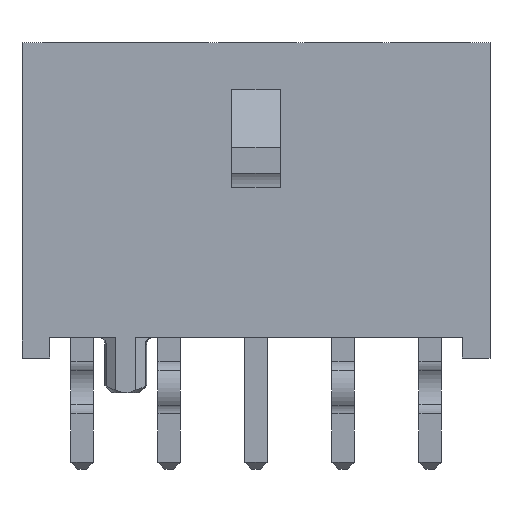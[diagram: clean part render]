
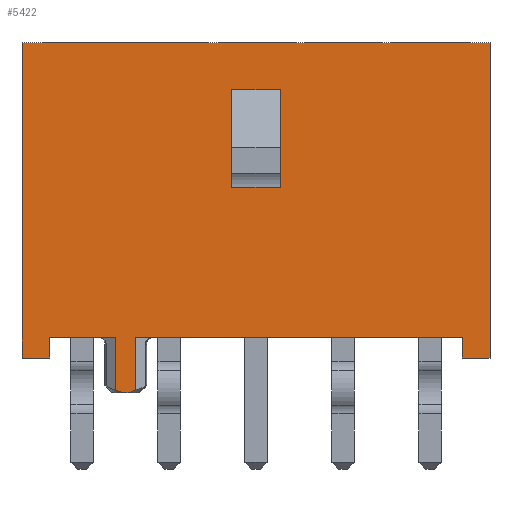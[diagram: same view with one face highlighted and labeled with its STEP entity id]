
A CAD part, front view. The second image highlights one B-rep face of the part: STEP entity #5422.
In plain terms, the highlighted face is planar.
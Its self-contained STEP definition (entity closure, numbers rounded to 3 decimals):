
#55=B_SPLINE_CURVE_WITH_KNOTS('',3,(#7156,#7157,#7158,#7159),
 .UNSPECIFIED.,.F.,.F.,(4,4),(0.,1.),.UNSPECIFIED.);
#56=B_SPLINE_CURVE_WITH_KNOTS('',3,(#7162,#7163,#7164,#7165),
 .UNSPECIFIED.,.F.,.F.,(4,4),(0.,1.),.UNSPECIFIED.);
#585=ORIENTED_EDGE('',*,*,#1398,.F.);
#586=ORIENTED_EDGE('',*,*,#1392,.T.);
#587=ORIENTED_EDGE('',*,*,#1401,.T.);
#588=ORIENTED_EDGE('',*,*,#1387,.F.);
#589=ORIENTED_EDGE('',*,*,#1351,.T.);
#590=ORIENTED_EDGE('',*,*,#1313,.F.);
#591=ORIENTED_EDGE('',*,*,#1439,.T.);
#592=ORIENTED_EDGE('',*,*,#1462,.F.);
#593=ORIENTED_EDGE('',*,*,#1459,.T.);
#594=ORIENTED_EDGE('',*,*,#1509,.T.);
#595=ORIENTED_EDGE('',*,*,#1455,.F.);
#596=ORIENTED_EDGE('',*,*,#1461,.F.);
#597=ORIENTED_EDGE('',*,*,#1437,.F.);
#598=ORIENTED_EDGE('',*,*,#1301,.F.);
#599=ORIENTED_EDGE('',*,*,#1360,.T.);
#600=ORIENTED_EDGE('',*,*,#1358,.T.);
#601=ORIENTED_EDGE('',*,*,#1356,.T.);
#1301=EDGE_CURVE('',#1852,#1853,#2208,.T.);
#1313=EDGE_CURVE('',#1864,#1849,#2220,.T.);
#1351=EDGE_CURVE('',#1895,#1849,#2255,.T.);
#1356=EDGE_CURVE('',#1899,#1895,#55,.T.);
#1358=EDGE_CURVE('',#1898,#1899,#56,.T.);
#1360=EDGE_CURVE('',#1852,#1898,#2258,.T.);
#1387=EDGE_CURVE('',#1916,#1917,#2285,.T.);
#1392=EDGE_CURVE('',#1921,#1922,#2289,.T.);
#1398=EDGE_CURVE('',#1921,#1916,#2294,.T.);
#1401=EDGE_CURVE('',#1922,#1917,#2297,.T.);
#1437=EDGE_CURVE('',#1853,#1943,#2333,.T.);
#1439=EDGE_CURVE('',#1864,#1945,#2335,.T.);
#1455=EDGE_CURVE('',#1954,#1955,#2351,.T.);
#1459=EDGE_CURVE('',#1957,#1956,#2355,.T.);
#1461=EDGE_CURVE('',#1943,#1954,#2357,.T.);
#1462=EDGE_CURVE('',#1957,#1945,#2358,.T.);
#1509=EDGE_CURVE('',#1956,#1955,#2405,.T.);
#1849=VERTEX_POINT('',#7032);
#1852=VERTEX_POINT('',#7037);
#1853=VERTEX_POINT('',#7039);
#1864=VERTEX_POINT('',#7061);
#1895=VERTEX_POINT('',#7141);
#1898=VERTEX_POINT('',#7154);
#1899=VERTEX_POINT('',#7160);
#1916=VERTEX_POINT('',#7227);
#1917=VERTEX_POINT('',#7228);
#1921=VERTEX_POINT('',#7238);
#1922=VERTEX_POINT('',#7239);
#1943=VERTEX_POINT('',#7327);
#1945=VERTEX_POINT('',#7332);
#1954=VERTEX_POINT('',#7363);
#1955=VERTEX_POINT('',#7365);
#1956=VERTEX_POINT('',#7370);
#1957=VERTEX_POINT('',#7372);
#2208=LINE('',#7038,#2705);
#2220=LINE('',#7062,#2717);
#2255=LINE('',#7140,#2752);
#2258=LINE('',#7168,#2755);
#2285=LINE('',#7226,#2782);
#2289=LINE('',#7237,#2786);
#2294=LINE('',#7249,#2791);
#2297=LINE('',#7255,#2794);
#2333=LINE('',#7328,#2830);
#2335=LINE('',#7333,#2832);
#2351=LINE('',#7364,#2848);
#2355=LINE('',#7371,#2852);
#2357=LINE('',#7375,#2854);
#2358=LINE('',#7377,#2855);
#2405=LINE('',#7473,#2902);
#2705=VECTOR('',#5934,1000.);
#2717=VECTOR('',#5946,1000.);
#2752=VECTOR('',#5987,1000.);
#2755=VECTOR('',#5998,1000.);
#2782=VECTOR('',#6055,1000.);
#2786=VECTOR('',#6063,1000.);
#2791=VECTOR('',#6072,1000.);
#2794=VECTOR('',#6081,1000.);
#2830=VECTOR('',#6155,1000.);
#2832=VECTOR('',#6159,1000.);
#2848=VECTOR('',#6187,1000.);
#2852=VECTOR('',#6193,1000.);
#2854=VECTOR('',#6197,1000.);
#2855=VECTOR('',#6200,1000.);
#2902=VECTOR('',#6297,1000.);
#3232=EDGE_LOOP('',(#585,#586,#587,#588));
#3233=EDGE_LOOP('',(#589,#590,#591,#592,#593,#594,#595,#596,#597,#598,#599,
#600,#601));
#3472=FACE_BOUND('',#3232,.T.);
#3473=FACE_BOUND('',#3233,.T.);
#3692=PLANE('',#5654);
#5422=ADVANCED_FACE('',(#3472,#3473),#3692,.F.);
#5654=AXIS2_PLACEMENT_3D('',#7472,#6295,#6296);
#5934=DIRECTION('',(-1.,0.,0.));
#5946=DIRECTION('',(-1.,0.,0.));
#5987=DIRECTION('',(0.,-1.,0.));
#5998=DIRECTION('',(0.,1.,0.));
#6055=DIRECTION('',(0.,-1.,0.));
#6063=DIRECTION('',(0.,-1.,0.));
#6072=DIRECTION('',(1.,0.,0.));
#6081=DIRECTION('',(1.,0.,0.));
#6155=DIRECTION('',(0.,1.,0.));
#6159=DIRECTION('',(0.,1.,0.));
#6187=DIRECTION('',(0.,-1.,0.));
#6193=DIRECTION('',(0.,-1.,0.));
#6197=DIRECTION('',(-1.,0.,0.));
#6200=DIRECTION('',(-1.,0.,0.));
#6295=DIRECTION('',(0.,0.,1.));
#6296=DIRECTION('',(1.,0.,0.));
#6297=DIRECTION('',(-1.,0.,0.));
#7032=CARTESIAN_POINT('',(-3.45,8.46,-1.74));
#7037=CARTESIAN_POINT('',(-4.03,8.46,-1.74));
#7038=CARTESIAN_POINT('',(5.92,8.46,-1.74));
#7039=CARTESIAN_POINT('',(-5.92,8.46,-1.74));
#7061=CARTESIAN_POINT('',(5.92,8.46,-1.74));
#7062=CARTESIAN_POINT('',(5.92,8.46,-1.74));
#7140=CARTESIAN_POINT('',(-3.45,9.06,-1.74));
#7141=CARTESIAN_POINT('',(-3.45,9.966,-1.74));
#7154=CARTESIAN_POINT('',(-4.03,9.966,-1.74));
#7156=CARTESIAN_POINT('',(-3.74,10.06,-1.74));
#7157=CARTESIAN_POINT('',(-3.644,10.06,-1.74));
#7158=CARTESIAN_POINT('',(-3.551,10.025,-1.74));
#7159=CARTESIAN_POINT('',(-3.45,9.966,-1.74));
#7160=CARTESIAN_POINT('',(-3.74,10.06,-1.74));
#7162=CARTESIAN_POINT('',(-4.03,9.966,-1.74));
#7163=CARTESIAN_POINT('',(-3.931,10.024,-1.74));
#7164=CARTESIAN_POINT('',(-3.837,10.06,-1.74));
#7165=CARTESIAN_POINT('',(-3.74,10.06,-1.74));
#7168=CARTESIAN_POINT('',(-4.03,9.06,-1.74));
#7226=CARTESIAN_POINT('',(0.7,1.36,-1.74));
#7227=CARTESIAN_POINT('',(0.7,4.16,-1.74));
#7228=CARTESIAN_POINT('',(0.7,1.36,-1.74));
#7237=CARTESIAN_POINT('',(-0.7,1.36,-1.74));
#7238=CARTESIAN_POINT('',(-0.7,4.16,-1.74));
#7239=CARTESIAN_POINT('',(-0.7,1.36,-1.74));
#7249=CARTESIAN_POINT('',(-0.7,4.16,-1.74));
#7255=CARTESIAN_POINT('',(-0.7,1.36,-1.74));
#7327=CARTESIAN_POINT('',(-5.92,9.06,-1.74));
#7328=CARTESIAN_POINT('',(-5.92,8.46,-1.74));
#7332=CARTESIAN_POINT('',(5.92,9.06,-1.74));
#7333=CARTESIAN_POINT('',(5.92,8.46,-1.74));
#7363=CARTESIAN_POINT('',(-6.72,9.06,-1.74));
#7364=CARTESIAN_POINT('',(-6.72,9.06,-1.74));
#7365=CARTESIAN_POINT('',(-6.72,0.,-1.74));
#7370=CARTESIAN_POINT('',(6.72,0.,-1.74));
#7371=CARTESIAN_POINT('',(6.72,9.06,-1.74));
#7372=CARTESIAN_POINT('',(6.72,9.06,-1.74));
#7375=CARTESIAN_POINT('',(6.72,9.06,-1.74));
#7377=CARTESIAN_POINT('',(6.72,9.06,-1.74));
#7472=CARTESIAN_POINT('',(6.72,9.06,-1.74));
#7473=CARTESIAN_POINT('',(6.72,0.,-1.74));
